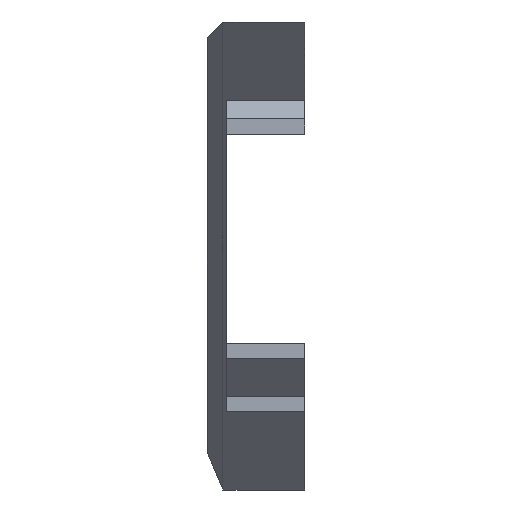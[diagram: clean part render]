
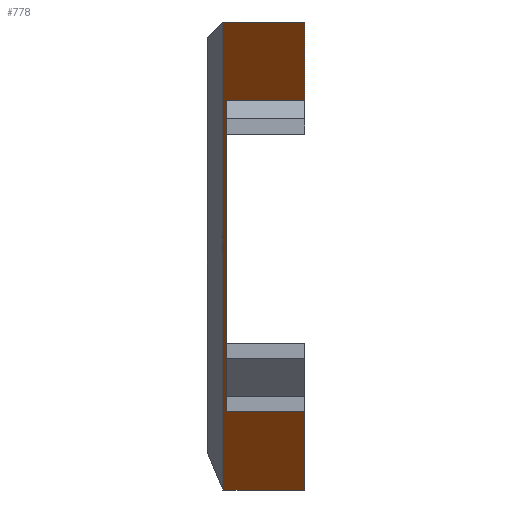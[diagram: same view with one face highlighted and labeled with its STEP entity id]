
A CAD part, left-side view. The second image highlights one B-rep face of the part: STEP entity #778.
In plain terms, the highlighted planar face has unit normal (-0.707, 0, -0.707).
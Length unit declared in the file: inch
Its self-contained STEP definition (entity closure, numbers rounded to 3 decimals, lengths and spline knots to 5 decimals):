
#12 = VERTEX_POINT ( 'NONE', #503 ) ;
#31 = CARTESIAN_POINT ( 'NONE',  ( 1., 0., -2.5 ) ) ;
#33 = LINE ( 'NONE', #725, #369 ) ;
#60 = VERTEX_POINT ( 'NONE', #903 ) ;
#64 = DIRECTION ( 'NONE',  ( -0.707, 0., 0.707 ) ) ;
#69 = ORIENTED_EDGE ( 'NONE', *, *, #345, .T. ) ;
#78 = EDGE_CURVE ( 'NONE', #426, #157, #667, .T. ) ;
#107 = CARTESIAN_POINT ( 'NONE',  ( -1., 0., -0.5 ) ) ;
#118 = VERTEX_POINT ( 'NONE', #31 ) ;
#122 = LINE ( 'NONE', #362, #627 ) ;
#157 = VERTEX_POINT ( 'NONE', #280 ) ;
#158 = FACE_OUTER_BOUND ( 'NONE', #916, .T. ) ;
#168 = VERTEX_POINT ( 'NONE', #899 ) ;
#173 = LINE ( 'NONE', #331, #765 ) ;
#207 = VECTOR ( 'NONE', #489, 39.37008 ) ;
#209 = DIRECTION ( 'NONE',  ( 0., -1., 0. ) ) ;
#239 = EDGE_CURVE ( 'NONE', #118, #586, #122, .T. ) ;
#256 = DIRECTION ( 'NONE',  ( 0., -1., 0. ) ) ;
#280 = CARTESIAN_POINT ( 'NONE',  ( -1., -0.5, -0.5 ) ) ;
#288 = ORIENTED_EDGE ( 'NONE', *, *, #567, .T. ) ;
#289 = DIRECTION ( 'NONE',  ( 0.707, 0., -0.707 ) ) ;
#298 = ORIENTED_EDGE ( 'NONE', *, *, #239, .F. ) ;
#300 = CARTESIAN_POINT ( 'NONE',  ( -1.5, -0.5, 0. ) ) ;
#302 = ORIENTED_EDGE ( 'NONE', *, *, #430, .T. ) ;
#309 = LINE ( 'NONE', #460, #681 ) ;
#311 = DIRECTION ( 'NONE',  ( -0.707, 0., 0.707 ) ) ;
#331 = CARTESIAN_POINT ( 'NONE',  ( 1., 0., -2.5 ) ) ;
#339 = VERTEX_POINT ( 'NONE', #883 ) ;
#345 = EDGE_CURVE ( 'NONE', #60, #12, #398, .T. ) ;
#362 = CARTESIAN_POINT ( 'NONE',  ( 1., 0.125, -2.5 ) ) ;
#369 = VECTOR ( 'NONE', #256, 39.37008 ) ;
#376 = CARTESIAN_POINT ( 'NONE',  ( 1.5, -0.5, -3. ) ) ;
#398 = LINE ( 'NONE', #416, #207 ) ;
#409 = EDGE_CURVE ( 'NONE', #60, #168, #33, .T. ) ;
#414 = ORIENTED_EDGE ( 'NONE', *, *, #558, .T. ) ;
#416 = CARTESIAN_POINT ( 'NONE',  ( 1.5, 0.025, -3. ) ) ;
#426 = VERTEX_POINT ( 'NONE', #107 ) ;
#430 = EDGE_CURVE ( 'NONE', #118, #426, #173, .T. ) ;
#436 = DIRECTION ( 'NONE',  ( 0., -1., 0. ) ) ;
#446 = CARTESIAN_POINT ( 'NONE',  ( -1.5, 0.125, 0. ) ) ;
#460 = CARTESIAN_POINT ( 'NONE',  ( 1.5, 0.125, -3. ) ) ;
#481 = VECTOR ( 'NONE', #289, 39.37008 ) ;
#489 = DIRECTION ( 'NONE',  ( 0.707, 0., -0.707 ) ) ;
#503 = CARTESIAN_POINT ( 'NONE',  ( 1.5, 0.025, -3. ) ) ;
#528 = DIRECTION ( 'NONE',  ( -0.707, 0., -0.707 ) ) ;
#558 = EDGE_CURVE ( 'NONE', #339, #586, #690, .T. ) ;
#567 = EDGE_CURVE ( 'NONE', #12, #339, #309, .T. ) ;
#576 = VECTOR ( 'NONE', #654, 39.37008 ) ;
#582 = ORIENTED_EDGE ( 'NONE', *, *, #78, .T. ) ;
#586 = VERTEX_POINT ( 'NONE', #1002 ) ;
#627 = VECTOR ( 'NONE', #209, 39.37008 ) ;
#640 = ORIENTED_EDGE ( 'NONE', *, *, #409, .F. ) ;
#654 = DIRECTION ( 'NONE',  ( 0., -1., 0. ) ) ;
#667 = LINE ( 'NONE', #964, #576 ) ;
#681 = VECTOR ( 'NONE', #436, 39.37008 ) ;
#690 = LINE ( 'NONE', #376, #732 ) ;
#725 = CARTESIAN_POINT ( 'NONE',  ( -1.5, 0.125, 0. ) ) ;
#732 = VECTOR ( 'NONE', #311, 39.37008 ) ;
#746 = ORIENTED_EDGE ( 'NONE', *, *, #796, .F. ) ;
#765 = VECTOR ( 'NONE', #823, 39.37008 ) ;
#778 = ADVANCED_FACE ( 'NONE', ( #158 ), #914, .T. ) ;
#796 = EDGE_CURVE ( 'NONE', #168, #157, #983, .T. ) ;
#823 = DIRECTION ( 'NONE',  ( -0.707, 0., 0.707 ) ) ;
#883 = CARTESIAN_POINT ( 'NONE',  ( 1.5, -0.5, -3. ) ) ;
#899 = CARTESIAN_POINT ( 'NONE',  ( -1.5, -0.5, 0. ) ) ;
#903 = CARTESIAN_POINT ( 'NONE',  ( -1.5, 0.025, 0. ) ) ;
#914 = PLANE ( 'NONE',  #974 ) ;
#916 = EDGE_LOOP ( 'NONE', ( #640, #69, #288, #414, #298, #302, #582, #746 ) ) ;
#964 = CARTESIAN_POINT ( 'NONE',  ( -1., 0.125, -0.5 ) ) ;
#974 = AXIS2_PLACEMENT_3D ( 'NONE', #446, #528, #64 ) ;
#983 = LINE ( 'NONE', #300, #481 ) ;
#1002 = CARTESIAN_POINT ( 'NONE',  ( 1., -0.5, -2.5 ) ) ;
